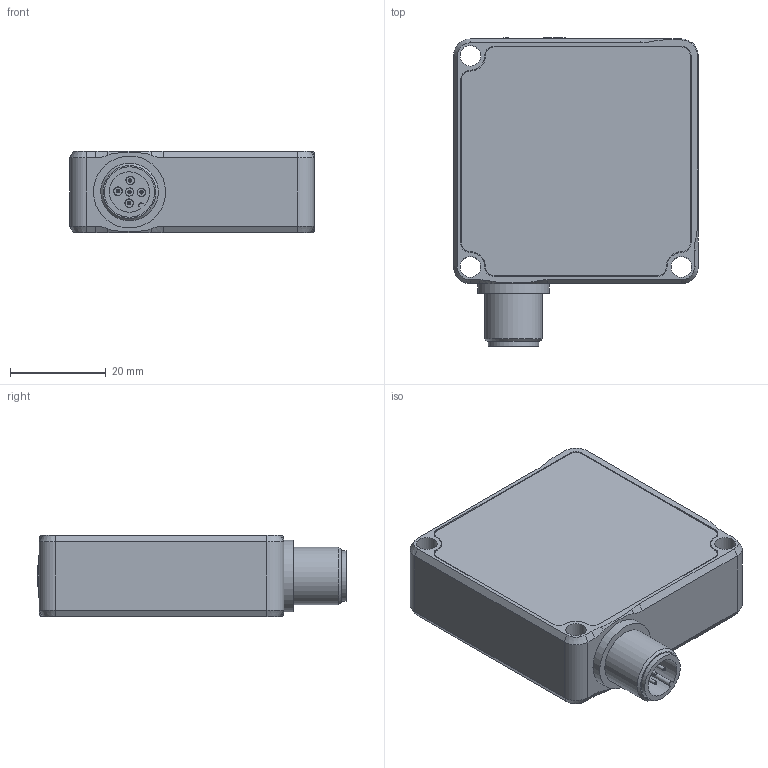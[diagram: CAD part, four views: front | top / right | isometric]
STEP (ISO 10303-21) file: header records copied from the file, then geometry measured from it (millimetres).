
FILE_DESCRIPTION(/* description */ ('LAT 51'),/* implementation_level */ '2;1');
FILE_NAME(/* name */ 'LVHT 52 RB5.stp',/* time_stamp */ '2021-05-21T12:31:11+02:00',/* author */ ('C. Kuhn'),/* organization */ ('di-soric GmbH & Co. KG'),/* preprocessor_version */ 'ST-DEVELOPER v18.1',/* originating_system */ 'Autodesk Inventor 2021',/* authorisation */ '');
FILE_SCHEMA (('AUTOMOTIVE_DESIGN { 1 0 10303 214 3 1 1 }'));
Length unit declared in the file: millimetre
Products named in the file (10): LVHT 51 design V1; Gehäuse LAT V6; 650.0732.119; 540.0557.119; XXX.XXXX.XXX; Stecker M12 5pol; Hülse für M12; Stecker M12_einbau_escha; Stecker M12_einbau_escha_1; Stecker M12_einbau_escha_stift
Assembly tree (13 placements, depth 4):
  LVHT 51 design V1
    Gehäuse LAT V6
    650.0732.119
    540.0557.119
    XXX.XXXX.XXX
    Stecker M12 5pol
      Hülse für M12
      Stecker M12_einbau_escha
        Stecker M12_einbau_escha_1
        Stecker M12_einbau_escha_stift  x5
Bounding box: 51.05 x 64.25 x 17 mm (x, y, z)
Volume: 42466.3 mm3; surface area: 18689.5 mm2
Topology: 11 solids, 11 shells, 373 faces, 911 edges, 600 vertices
Faces by surface type: plane 228, cylinder 129, cone 14, bspline 2
Full cylindrical faces by diameter (mm): 0.7 x5, 1.7 x5, 1.8 x4, 3 x1, 4 x1, 4.3 x3, 7.85 x1, 8.5 x1, 8.8 x1, 9.45 x1, 9.5 x3, 9.9 x1, 10 x1, 10.5 x1, 12 x1, 15 x1
Entity records: 11221 total; most frequent: CARTESIAN_POINT 1967, DIRECTION 1865, ORIENTED_EDGE 1758, EDGE_CURVE 879, LINE 623, VECTOR 623, AXIS2_PLACEMENT_3D 621, VERTEX_POINT 580
